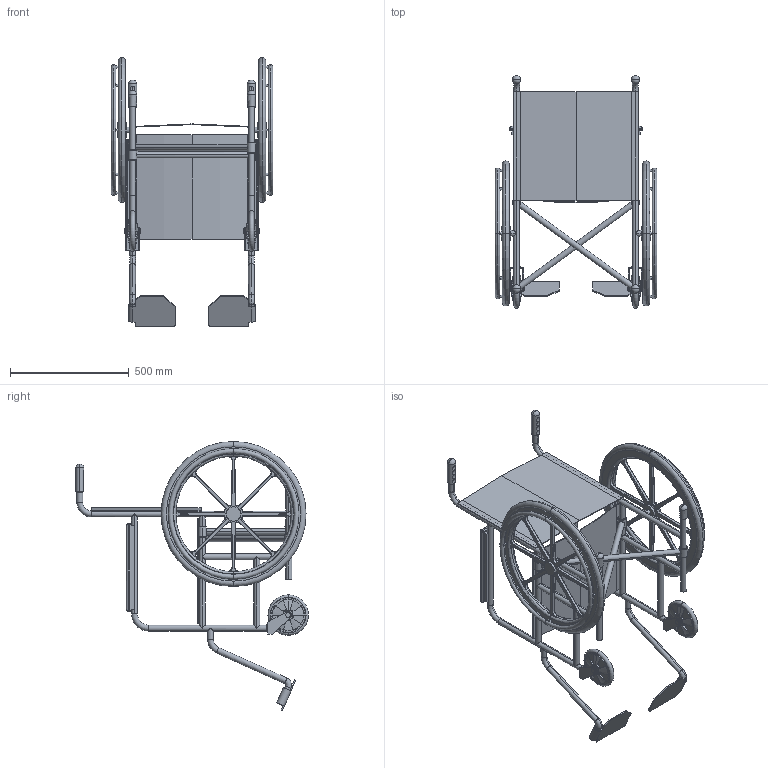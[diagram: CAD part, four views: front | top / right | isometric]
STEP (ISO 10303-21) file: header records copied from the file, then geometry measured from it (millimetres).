
FILE_DESCRIPTION (( 'STEP AP214' ), '1' );
FILE_NAME ('WheelChair.STEP', '2022-03-16T13:41:29', ( '' ), ( '' ), 'SwSTEP 2.0', 'SolidWorks 2021', '' );
FILE_SCHEMA (( 'AUTOMOTIVE_DESIGN' ));
Length unit declared in the file: millimetre
Products named in the file (1): WheelChair
Bounding box: 680 x 979.22 x 1131.67 mm (x, y, z)
Volume: 17028284.6 mm3; surface area: 3569690.4 mm2
Topology: 26 solids, 26 shells, 926 faces, 2240 edges, 1338 vertices
Faces by surface type: cylinder 408, plane 230, torus 216, cone 32, bspline 24, sphere 16
Entity records: 36029 total; most frequent: CARTESIAN_POINT 9431, DIRECTION 4750, ORIENTED_EDGE 4448, EDGE_CURVE 2224, AXIS2_PLACEMENT_3D 1931, VERTEX_POINT 1338, CIRCLE 1028, EDGE_LOOP 986
